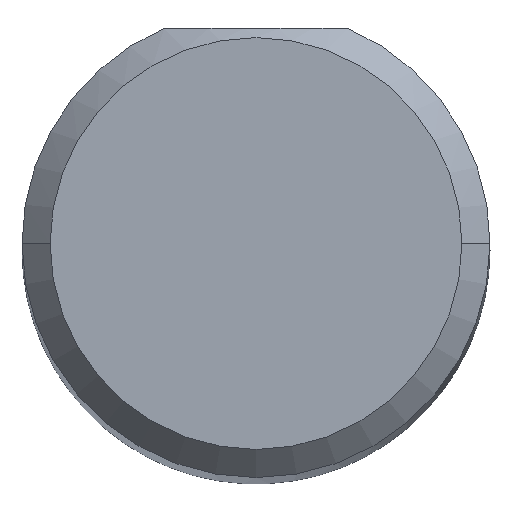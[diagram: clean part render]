
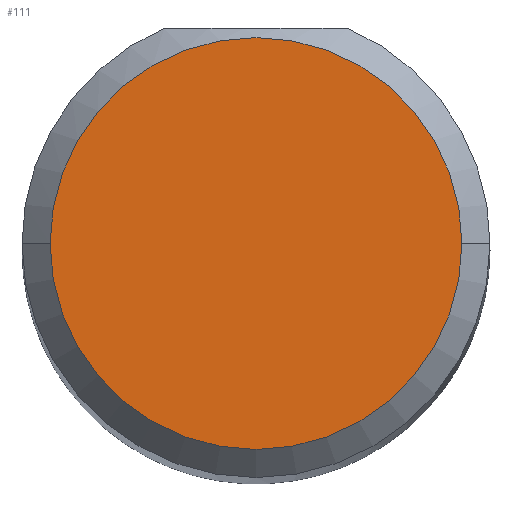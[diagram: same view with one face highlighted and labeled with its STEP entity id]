
A CAD part, top view. The second image highlights one B-rep face of the part: STEP entity #111.
In plain terms, the highlighted planar face has unit normal (0, 0, 1).
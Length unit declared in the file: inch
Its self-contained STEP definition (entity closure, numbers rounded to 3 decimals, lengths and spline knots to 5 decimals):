
#9 = DIRECTION ( 'NONE',  ( 0., 0., 1. ) ) ;
#39 = ORIENTED_EDGE ( 'NONE', *, *, #107, .T. ) ;
#61 = DIRECTION ( 'NONE',  ( 1., 0., 0. ) ) ;
#62 = CARTESIAN_POINT ( 'NONE',  ( 0., 0., 2.5 ) ) ;
#103 = DIRECTION ( 'NONE',  ( 1., 0., 0. ) ) ;
#107 = EDGE_CURVE ( 'NONE', #372, #436, #459, .T. ) ;
#109 = CARTESIAN_POINT ( 'NONE',  ( 0., 0., 2.5 ) ) ;
#111 = ADVANCED_FACE ( 'NONE', ( #304 ), #405, .T. ) ;
#147 = CIRCLE ( 'NONE', #426, 0.11 ) ;
#165 = DIRECTION ( 'NONE',  ( 0., 0., 1. ) ) ;
#187 = AXIS2_PLACEMENT_3D ( 'NONE', #109, #9, #449 ) ;
#238 = EDGE_CURVE ( 'NONE', #436, #372, #147, .T. ) ;
#255 = CARTESIAN_POINT ( 'NONE',  ( -0.11, 0., 2.5 ) ) ;
#259 = CARTESIAN_POINT ( 'NONE',  ( 0., 0., 2.5 ) ) ;
#264 = AXIS2_PLACEMENT_3D ( 'NONE', #259, #165, #61 ) ;
#304 = FACE_OUTER_BOUND ( 'NONE', #418, .T. ) ;
#342 = DIRECTION ( 'NONE',  ( 0., 0., 1. ) ) ;
#352 = CARTESIAN_POINT ( 'NONE',  ( 0.11, 0., 2.5 ) ) ;
#368 = ORIENTED_EDGE ( 'NONE', *, *, #238, .T. ) ;
#372 = VERTEX_POINT ( 'NONE', #352 ) ;
#405 = PLANE ( 'NONE',  #264 ) ;
#418 = EDGE_LOOP ( 'NONE', ( #368, #39 ) ) ;
#426 = AXIS2_PLACEMENT_3D ( 'NONE', #62, #342, #103 ) ;
#436 = VERTEX_POINT ( 'NONE', #255 ) ;
#449 = DIRECTION ( 'NONE',  ( 1., 0., 0. ) ) ;
#459 = CIRCLE ( 'NONE', #187, 0.11 ) ;
